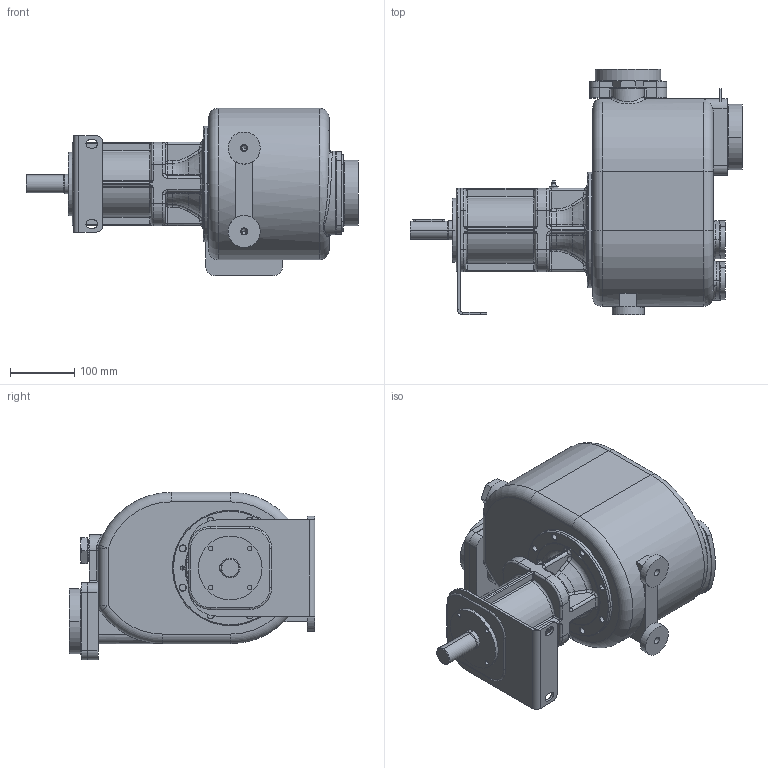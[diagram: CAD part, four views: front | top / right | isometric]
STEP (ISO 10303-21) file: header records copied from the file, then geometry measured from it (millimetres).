
FILE_DESCRIPTION((''),'2;1');
FILE_NAME('S_82_K_B','2019-06-04T14:19:06',('Nicola'),(''),'CREO PARAMETRIC BY PTC INC, 2017110','CREO PARAMETRIC BY PTC INC, 2017110','');
FILE_SCHEMA(('CONFIG_CONTROL_DESIGN'));
Products named in the file (1): S_82_K_B
Bounding box: 517.5 x 383 x 261 mm (x, y, z)
Volume: 15562605.5 mm3; surface area: 669909.8 mm2
Topology: 1 solids, 1 shells, 828 faces, 1928 edges, 1154 vertices
Faces by surface type: cylinder 322, plane 190, cone 114, torus 104, bspline 86, sphere 8, extrusion 4
Entity records: 40548 total; most frequent: CARTESIAN_POINT 21745, DIRECTION 4103, ORIENTED_EDGE 3848, EDGE_CURVE 1924, AXIS2_PLACEMENT_3D 1717, VERTEX_POINT 1154, CIRCLE 975, EDGE_LOOP 922
